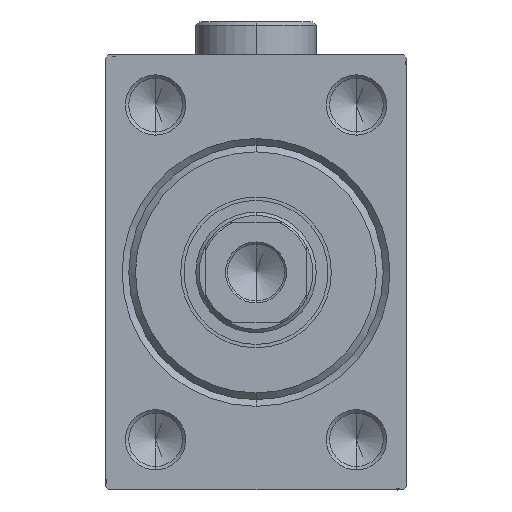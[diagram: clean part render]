
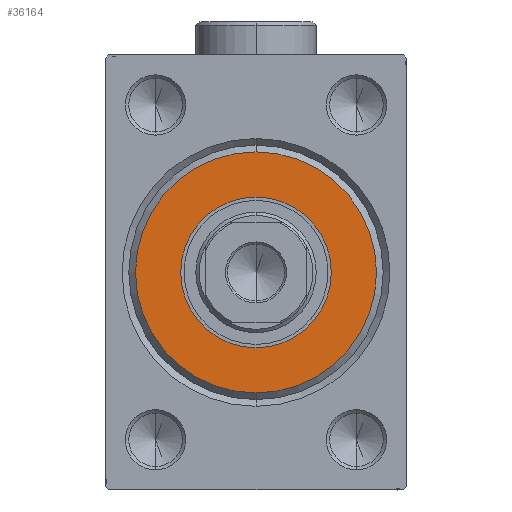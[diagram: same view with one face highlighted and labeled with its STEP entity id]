
A CAD part, left-side view. The second image highlights one B-rep face of the part: STEP entity #36164.
In plain terms, the highlighted face is planar.
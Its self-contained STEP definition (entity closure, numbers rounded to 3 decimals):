
#926 = VERTEX_POINT ( 'NONE', #30763 ) ;
#1438 = EDGE_LOOP ( 'NONE', ( #7893, #8045 ) ) ;
#1708 = EDGE_CURVE ( 'NONE', #27420, #13695, #45225, .T. ) ;
#2393 = EDGE_CURVE ( 'NONE', #926, #18294, #3281, .T. ) ;
#2492 = DIRECTION ( 'NONE',  ( 1., 0., 0. ) ) ;
#3281 = CIRCLE ( 'NONE', #34883, 11.25 ) ;
#3405 = EDGE_LOOP ( 'NONE', ( #24569, #14384 ) ) ;
#5631 = DIRECTION ( 'NONE',  ( 0., 0., -1. ) ) ;
#6025 = DIRECTION ( 'NONE',  ( 1., 0., 0. ) ) ;
#7087 = DIRECTION ( 'NONE',  ( 1., 0., 0. ) ) ;
#7893 = ORIENTED_EDGE ( 'NONE', *, *, #2393, .F. ) ;
#8045 = ORIENTED_EDGE ( 'NONE', *, *, #17053, .F. ) ;
#9603 = CARTESIAN_POINT ( 'NONE',  ( 3., 0., 0. ) ) ;
#12627 = CARTESIAN_POINT ( 'NONE',  ( 3., 0., 18. ) ) ;
#13695 = VERTEX_POINT ( 'NONE', #33599 ) ;
#14384 = ORIENTED_EDGE ( 'NONE', *, *, #29946, .T. ) ;
#14593 = AXIS2_PLACEMENT_3D ( 'NONE', #36737, #29790, #5631 ) ;
#15316 = CARTESIAN_POINT ( 'NONE',  ( 3., 0., 0. ) ) ;
#17053 = EDGE_CURVE ( 'NONE', #18294, #926, #30751, .T. ) ;
#18294 = VERTEX_POINT ( 'NONE', #45231 ) ;
#19440 = AXIS2_PLACEMENT_3D ( 'NONE', #15316, #29579, #43676 ) ;
#20068 = DIRECTION ( 'NONE',  ( 0., 0., -1. ) ) ;
#20222 = DIRECTION ( 'NONE',  ( 0., 0., -1. ) ) ;
#23499 = FACE_OUTER_BOUND ( 'NONE', #3405, .T. ) ;
#24569 = ORIENTED_EDGE ( 'NONE', *, *, #1708, .T. ) ;
#27420 = VERTEX_POINT ( 'NONE', #12627 ) ;
#27827 = AXIS2_PLACEMENT_3D ( 'NONE', #37735, #7087, #20222 ) ;
#29579 = DIRECTION ( 'NONE',  ( 1., 0., 0. ) ) ;
#29790 = DIRECTION ( 'NONE',  ( 1., 0., 0. ) ) ;
#29946 = EDGE_CURVE ( 'NONE', #13695, #27420, #31510, .T. ) ;
#30751 = CIRCLE ( 'NONE', #14593, 11.25 ) ;
#30763 = CARTESIAN_POINT ( 'NONE',  ( 3., 0., -11.25 ) ) ;
#31510 = CIRCLE ( 'NONE', #27827, 18. ) ;
#31663 = AXIS2_PLACEMENT_3D ( 'NONE', #40805, #6025, #20068 ) ;
#33599 = CARTESIAN_POINT ( 'NONE',  ( 3., 0., -18. ) ) ;
#34883 = AXIS2_PLACEMENT_3D ( 'NONE', #9603, #2492, #45354 ) ;
#36164 = ADVANCED_FACE ( 'NONE', ( #23499, #44750 ), #37575, .T. ) ;
#36737 = CARTESIAN_POINT ( 'NONE',  ( 3., 0., 0. ) ) ;
#37575 = PLANE ( 'NONE',  #31663 ) ;
#37735 = CARTESIAN_POINT ( 'NONE',  ( 3., 0., 0. ) ) ;
#40805 = CARTESIAN_POINT ( 'NONE',  ( 3., 0., 0. ) ) ;
#43676 = DIRECTION ( 'NONE',  ( 0., 0., -1. ) ) ;
#44750 = FACE_BOUND ( 'NONE', #1438, .T. ) ;
#45225 = CIRCLE ( 'NONE', #19440, 18. ) ;
#45231 = CARTESIAN_POINT ( 'NONE',  ( 3., 0., 11.25 ) ) ;
#45354 = DIRECTION ( 'NONE',  ( 0., 0., -1. ) ) ;
